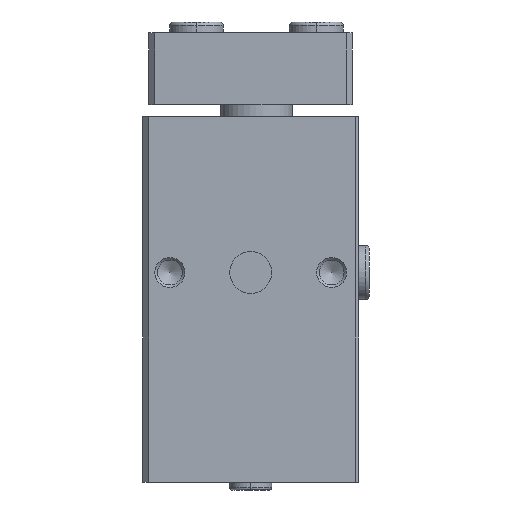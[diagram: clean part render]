
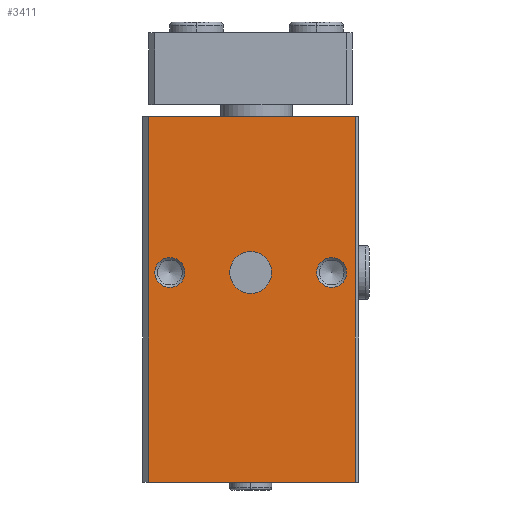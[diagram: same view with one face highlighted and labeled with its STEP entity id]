
A CAD part, left-side view. The second image highlights one B-rep face of the part: STEP entity #3411.
In plain terms, the highlighted face is planar.
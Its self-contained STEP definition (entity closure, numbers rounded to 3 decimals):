
#246=LINE('',#5436,#440);
#247=LINE('',#5439,#441);
#248=LINE('',#5441,#442);
#249=LINE('',#5443,#443);
#440=VECTOR('',#4241,1000.);
#441=VECTOR('',#4242,1000.);
#442=VECTOR('',#4243,1000.);
#443=VECTOR('',#4244,1000.);
#638=ORIENTED_EDGE('',*,*,#1544,.T.);
#639=ORIENTED_EDGE('',*,*,#1545,.T.);
#640=ORIENTED_EDGE('',*,*,#1546,.T.);
#641=ORIENTED_EDGE('',*,*,#1547,.F.);
#642=ORIENTED_EDGE('',*,*,#1548,.F.);
#643=ORIENTED_EDGE('',*,*,#1549,.T.);
#644=ORIENTED_EDGE('',*,*,#1550,.T.);
#1544=EDGE_CURVE('',#1997,#1997,#2326,.T.);
#1545=EDGE_CURVE('',#1998,#1998,#2327,.T.);
#1546=EDGE_CURVE('',#1999,#1999,#2328,.T.);
#1547=EDGE_CURVE('',#2000,#2001,#246,.T.);
#1548=EDGE_CURVE('',#2002,#2000,#247,.T.);
#1549=EDGE_CURVE('',#2002,#2003,#248,.T.);
#1550=EDGE_CURVE('',#2003,#2001,#249,.T.);
#1997=VERTEX_POINT('',#5431);
#1998=VERTEX_POINT('',#5433);
#1999=VERTEX_POINT('',#5435);
#2000=VERTEX_POINT('',#5437);
#2001=VERTEX_POINT('',#5438);
#2002=VERTEX_POINT('',#5440);
#2003=VERTEX_POINT('',#5442);
#2326=CIRCLE('',#3717,3.5);
#2327=CIRCLE('',#3718,2.5);
#2328=CIRCLE('',#3719,2.5);
#2574=EDGE_LOOP('',(#638));
#2575=EDGE_LOOP('',(#639));
#2576=EDGE_LOOP('',(#640));
#2577=EDGE_LOOP('',(#641,#642,#643,#644));
#2944=FACE_BOUND('',#2574,.T.);
#2945=FACE_BOUND('',#2575,.T.);
#2946=FACE_BOUND('',#2576,.T.);
#2947=FACE_BOUND('',#2577,.T.);
#3316=PLANE('',#3716);
#3411=ADVANCED_FACE('',(#2944,#2945,#2946,#2947),#3316,.T.);
#3716=AXIS2_PLACEMENT_3D('',#5429,#4233,#4234);
#3717=AXIS2_PLACEMENT_3D('',#5430,#4235,#4236);
#3718=AXIS2_PLACEMENT_3D('',#5432,#4237,#4238);
#3719=AXIS2_PLACEMENT_3D('',#5434,#4239,#4240);
#4233=DIRECTION('',(0.,0.,1.));
#4234=DIRECTION('',(1.,0.,0.));
#4235=DIRECTION('',(0.,0.,-1.));
#4236=DIRECTION('',(-1.,0.,0.));
#4237=DIRECTION('',(0.,0.,-1.));
#4238=DIRECTION('',(0.,1.,0.));
#4239=DIRECTION('',(0.,0.,-1.));
#4240=DIRECTION('',(-1.,0.,0.));
#4241=DIRECTION('',(0.,-1.,0.));
#4242=DIRECTION('',(1.,0.,0.));
#4243=DIRECTION('',(0.,-1.,0.));
#4244=DIRECTION('',(1.,0.,0.));
#5429=CARTESIAN_POINT('',(-61.,19.,41.5));
#5430=CARTESIAN_POINT('',(-26.,0.95,41.5));
#5431=CARTESIAN_POINT('',(-29.5,0.95,41.5));
#5432=CARTESIAN_POINT('',(-26.,14.45,41.5));
#5433=CARTESIAN_POINT('',(-26.,16.95,41.5));
#5434=CARTESIAN_POINT('',(-26.,-12.55,41.5));
#5435=CARTESIAN_POINT('',(-28.5,-12.55,41.5));
#5436=CARTESIAN_POINT('',(0.,19.,41.5));
#5437=CARTESIAN_POINT('',(0.,18.,41.5));
#5438=CARTESIAN_POINT('',(0.,-16.5,41.5));
#5439=CARTESIAN_POINT('',(-61.,18.,41.5));
#5440=CARTESIAN_POINT('',(-61.,18.,41.5));
#5441=CARTESIAN_POINT('',(-61.,19.,41.5));
#5442=CARTESIAN_POINT('',(-61.,-16.5,41.5));
#5443=CARTESIAN_POINT('',(-61.,-16.5,41.5));
